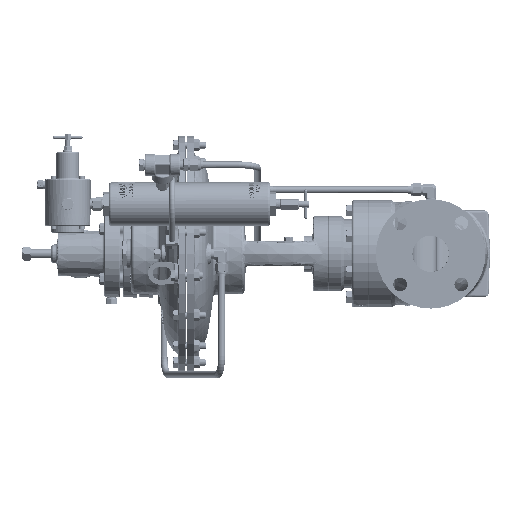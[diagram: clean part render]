
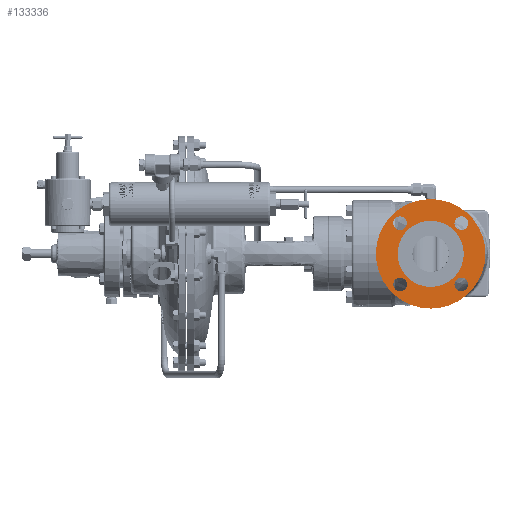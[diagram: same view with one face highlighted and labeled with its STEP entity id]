
A CAD part, left-side view. The second image highlights one B-rep face of the part: STEP entity #133336.
In plain terms, the highlighted planar face has unit normal (-1, 0, 0).
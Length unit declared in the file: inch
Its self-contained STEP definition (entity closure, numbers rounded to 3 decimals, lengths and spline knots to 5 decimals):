
#882 = EDGE_CURVE ( 'NONE', #581844, #101330, #584128, .T. ) ;
#6026 = DIRECTION ( 'NONE',  ( -1., 0., 0. ) ) ;
#7685 = AXIS2_PLACEMENT_3D ( 'NONE', #636947, #42234, #380352 ) ;
#9039 = CARTESIAN_POINT ( 'NONE',  ( -4.93, -3.28473, 0. ) ) ;
#11363 = AXIS2_PLACEMENT_3D ( 'NONE', #282542, #483885, #191387 ) ;
#13759 = ORIENTED_EDGE ( 'NONE', *, *, #353053, .F. ) ;
#15517 = DIRECTION ( 'NONE',  ( 1., 0., 0. ) ) ;
#19745 = ORIENTED_EDGE ( 'NONE', *, *, #362509, .F. ) ;
#21452 = FACE_OUTER_BOUND ( 'NONE', #574367, .T. ) ;
#28437 = ORIENTED_EDGE ( 'NONE', *, *, #299999, .F. ) ;
#42234 = DIRECTION ( 'NONE',  ( -1., 0., 0. ) ) ;
#57384 = AXIS2_PLACEMENT_3D ( 'NONE', #451217, #6026, #57928 ) ;
#57595 = CARTESIAN_POINT ( 'NONE',  ( -4.93, -4.96234, -1.30261 ) ) ;
#57928 = DIRECTION ( 'NONE',  ( 0., 0., 1. ) ) ;
#59797 = ORIENTED_EDGE ( 'NONE', *, *, #882, .F. ) ;
#63306 = CIRCLE ( 'NONE', #11363, 0.375 ) ;
#68055 = AXIS2_PLACEMENT_3D ( 'NONE', #591966, #146571, #504011 ) ;
#70249 = FACE_BOUND ( 'NONE', #224159, .T. ) ;
#79299 = AXIS2_PLACEMENT_3D ( 'NONE', #460748, #15517, #314516 ) ;
#96799 = CARTESIAN_POINT ( 'NONE',  ( -4.93, -3.28473, 3. ) ) ;
#100611 = VERTEX_POINT ( 'NONE', #96799 ) ;
#101330 = VERTEX_POINT ( 'NONE', #157580 ) ;
#115174 = ORIENTED_EDGE ( 'NONE', *, *, #633993, .F. ) ;
#118971 = FACE_BOUND ( 'NONE', #197172, .T. ) ;
#125314 = FACE_BOUND ( 'NONE', #469235, .T. ) ;
#133336 = ADVANCED_FACE ( 'NONE', ( #118971, #125314, #317263, #515465, #70249, #21452 ), #567440, .T. ) ;
#141908 = CARTESIAN_POINT ( 'NONE',  ( -4.93, -4.96234, 1.30261 ) ) ;
#146571 = DIRECTION ( 'NONE',  ( 1., 0., 0. ) ) ;
#147294 = CIRCLE ( 'NONE', #344497, 3. ) ;
#157580 = CARTESIAN_POINT ( 'NONE',  ( -4.93, -1.60712, -1.30261 ) ) ;
#158119 = EDGE_CURVE ( 'NONE', #101330, #581844, #599221, .T. ) ;
#159296 = AXIS2_PLACEMENT_3D ( 'NONE', #234946, #433139, #631336 ) ;
#161611 = ORIENTED_EDGE ( 'NONE', *, *, #493997, .F. ) ;
#166093 = DIRECTION ( 'NONE',  ( 0., 0., 1. ) ) ;
#170622 = CARTESIAN_POINT ( 'NONE',  ( -4.93, -3.28473, 0. ) ) ;
#170936 = CARTESIAN_POINT ( 'NONE',  ( -4.93, -1.47223, 0. ) ) ;
#171946 = CARTESIAN_POINT ( 'NONE',  ( -4.93, -4.96234, -1.67761 ) ) ;
#177016 = DIRECTION ( 'NONE',  ( 1., 0., 0. ) ) ;
#177649 = EDGE_CURVE ( 'NONE', #620941, #513487, #274104, .T. ) ;
#179847 = ORIENTED_EDGE ( 'NONE', *, *, #526354, .F. ) ;
#182368 = CARTESIAN_POINT ( 'NONE',  ( -4.93, -1.60712, 2.05261 ) ) ;
#191387 = DIRECTION ( 'NONE',  ( 0., 0., 1. ) ) ;
#192700 = DIRECTION ( 'NONE',  ( -1., 0., 0. ) ) ;
#197172 = EDGE_LOOP ( 'NONE', ( #508540, #59797 ) ) ;
#199133 = ORIENTED_EDGE ( 'NONE', *, *, #437550, .F. ) ;
#211232 = DIRECTION ( 'NONE',  ( -1., 0., 0. ) ) ;
#213205 = DIRECTION ( 'NONE',  ( -1., 0., 0. ) ) ;
#219608 = DIRECTION ( 'NONE',  ( 0., 0., 1. ) ) ;
#220279 = EDGE_CURVE ( 'NONE', #335913, #255579, #327013, .T. ) ;
#223538 = CIRCLE ( 'NONE', #68055, 3. ) ;
#224159 = EDGE_LOOP ( 'NONE', ( #277821, #331821 ) ) ;
#234946 = CARTESIAN_POINT ( 'NONE',  ( -4.93, -1.60712, 1.67761 ) ) ;
#253797 = CARTESIAN_POINT ( 'NONE',  ( -4.93, -1.60712, 1.30261 ) ) ;
#255579 = VERTEX_POINT ( 'NONE', #605171 ) ;
#268258 = DIRECTION ( 'NONE',  ( 0., 0., -1. ) ) ;
#274104 = CIRCLE ( 'NONE', #357054, 0.375 ) ;
#275931 = CARTESIAN_POINT ( 'NONE',  ( -4.93, -3.28473, -3. ) ) ;
#277821 = ORIENTED_EDGE ( 'NONE', *, *, #467694, .T. ) ;
#282542 = CARTESIAN_POINT ( 'NONE',  ( -4.93, -1.60712, 1.67761 ) ) ;
#296669 = DIRECTION ( 'NONE',  ( 0., 0., 1. ) ) ;
#299999 = EDGE_CURVE ( 'NONE', #338557, #475567, #398230, .T. ) ;
#314516 = DIRECTION ( 'NONE',  ( 0., 0., -1. ) ) ;
#317263 = FACE_BOUND ( 'NONE', #346777, .T. ) ;
#319865 = VERTEX_POINT ( 'NONE', #141908 ) ;
#320578 = CIRCLE ( 'NONE', #590669, 0.375 ) ;
#321216 = CARTESIAN_POINT ( 'NONE',  ( -4.93, -4.96234, 2.05261 ) ) ;
#321657 = AXIS2_PLACEMENT_3D ( 'NONE', #554550, #213205, #219608 ) ;
#327013 = CIRCLE ( 'NONE', #399880, 1.8125 ) ;
#331821 = ORIENTED_EDGE ( 'NONE', *, *, #220279, .T. ) ;
#332326 = VERTEX_POINT ( 'NONE', #275931 ) ;
#335913 = VERTEX_POINT ( 'NONE', #336784 ) ;
#336784 = CARTESIAN_POINT ( 'NONE',  ( -4.93, -3.28473, 1.8125 ) ) ;
#338557 = VERTEX_POINT ( 'NONE', #253797 ) ;
#338867 = CARTESIAN_POINT ( 'NONE',  ( -4.93, -1.60712, -1.67761 ) ) ;
#344497 = AXIS2_PLACEMENT_3D ( 'NONE', #170622, #177016, #268258 ) ;
#346777 = EDGE_LOOP ( 'NONE', ( #161611, #115174 ) ) ;
#347531 = ORIENTED_EDGE ( 'NONE', *, *, #177649, .F. ) ;
#353053 = EDGE_CURVE ( 'NONE', #332326, #100611, #223538, .T. ) ;
#357054 = AXIS2_PLACEMENT_3D ( 'NONE', #171946, #211232, #409406 ) ;
#362509 = EDGE_CURVE ( 'NONE', #475567, #338557, #63306, .T. ) ;
#369157 = DIRECTION ( 'NONE',  ( -1., 0., 0. ) ) ;
#380352 = DIRECTION ( 'NONE',  ( 0., 0., 1. ) ) ;
#398230 = CIRCLE ( 'NONE', #159296, 0.375 ) ;
#399880 = AXIS2_PLACEMENT_3D ( 'NONE', #9039, #512585, #564591 ) ;
#401234 = CIRCLE ( 'NONE', #79299, 1.8125 ) ;
#409406 = DIRECTION ( 'NONE',  ( 0., 0., 1. ) ) ;
#415056 = EDGE_LOOP ( 'NONE', ( #19745, #28437 ) ) ;
#433139 = DIRECTION ( 'NONE',  ( -1., 0., 0. ) ) ;
#437550 = EDGE_CURVE ( 'NONE', #513487, #620941, #545413, .T. ) ;
#449535 = AXIS2_PLACEMENT_3D ( 'NONE', #170936, #369157, #521838 ) ;
#451217 = CARTESIAN_POINT ( 'NONE',  ( -4.93, -4.96234, -1.67761 ) ) ;
#460748 = CARTESIAN_POINT ( 'NONE',  ( -4.93, -3.28473, 0. ) ) ;
#461915 = DIRECTION ( 'NONE',  ( -1., 0., 0. ) ) ;
#467694 = EDGE_CURVE ( 'NONE', #255579, #335913, #401234, .T. ) ;
#469235 = EDGE_LOOP ( 'NONE', ( #199133, #347531 ) ) ;
#475567 = VERTEX_POINT ( 'NONE', #182368 ) ;
#482807 = CARTESIAN_POINT ( 'NONE',  ( -4.93, -4.96234, -2.05261 ) ) ;
#483885 = DIRECTION ( 'NONE',  ( -1., 0., 0. ) ) ;
#493997 = EDGE_CURVE ( 'NONE', #494519, #319865, #320578, .T. ) ;
#494519 = VERTEX_POINT ( 'NONE', #321216 ) ;
#501067 = AXIS2_PLACEMENT_3D ( 'NONE', #338867, #192700, #296669 ) ;
#504011 = DIRECTION ( 'NONE',  ( 0., 0., -1. ) ) ;
#508540 = ORIENTED_EDGE ( 'NONE', *, *, #158119, .F. ) ;
#512585 = DIRECTION ( 'NONE',  ( 1., 0., 0. ) ) ;
#513487 = VERTEX_POINT ( 'NONE', #57595 ) ;
#515465 = FACE_BOUND ( 'NONE', #415056, .T. ) ;
#518849 = CIRCLE ( 'NONE', #321657, 0.375 ) ;
#521838 = DIRECTION ( 'NONE',  ( 0., 0., 1. ) ) ;
#526354 = EDGE_CURVE ( 'NONE', #100611, #332326, #147294, .T. ) ;
#545413 = CIRCLE ( 'NONE', #57384, 0.375 ) ;
#554550 = CARTESIAN_POINT ( 'NONE',  ( -4.93, -4.96234, 1.67761 ) ) ;
#564591 = DIRECTION ( 'NONE',  ( 0., 0., -1. ) ) ;
#567440 = PLANE ( 'NONE',  #449535 ) ;
#574367 = EDGE_LOOP ( 'NONE', ( #13759, #179847 ) ) ;
#581762 = CARTESIAN_POINT ( 'NONE',  ( -4.93, -1.60712, -2.05261 ) ) ;
#581844 = VERTEX_POINT ( 'NONE', #581762 ) ;
#584128 = CIRCLE ( 'NONE', #501067, 0.375 ) ;
#590669 = AXIS2_PLACEMENT_3D ( 'NONE', #611361, #461915, #166093 ) ;
#591966 = CARTESIAN_POINT ( 'NONE',  ( -4.93, -3.28473, 0. ) ) ;
#599221 = CIRCLE ( 'NONE', #7685, 0.375 ) ;
#605171 = CARTESIAN_POINT ( 'NONE',  ( -4.93, -3.28473, -1.8125 ) ) ;
#611361 = CARTESIAN_POINT ( 'NONE',  ( -4.93, -4.96234, 1.67761 ) ) ;
#620941 = VERTEX_POINT ( 'NONE', #482807 ) ;
#631336 = DIRECTION ( 'NONE',  ( 0., 0., 1. ) ) ;
#633993 = EDGE_CURVE ( 'NONE', #319865, #494519, #518849, .T. ) ;
#636947 = CARTESIAN_POINT ( 'NONE',  ( -4.93, -1.60712, -1.67761 ) ) ;
